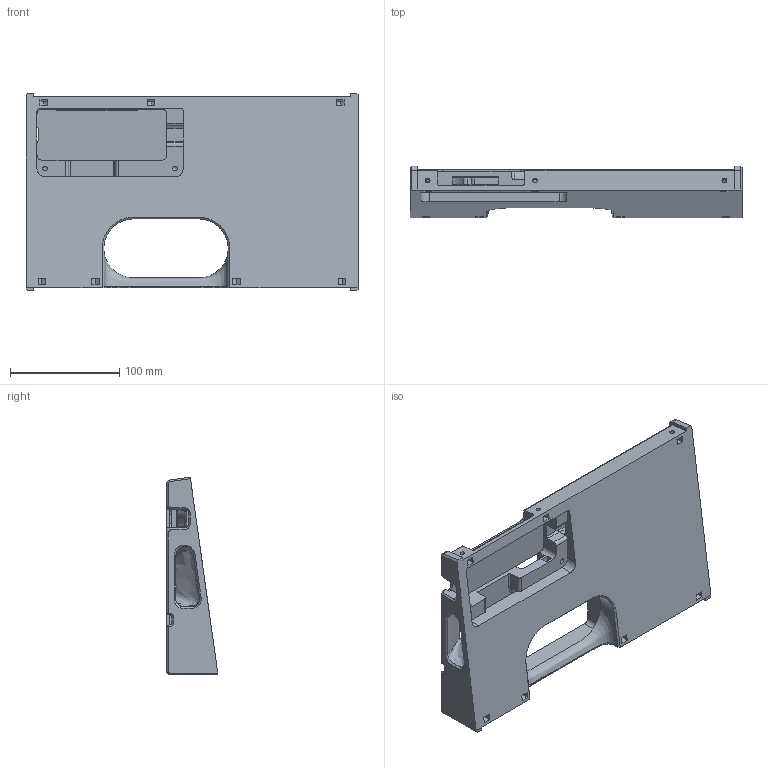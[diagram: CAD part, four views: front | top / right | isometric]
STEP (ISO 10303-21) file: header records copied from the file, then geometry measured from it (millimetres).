
FILE_DESCRIPTION(/* description */ ('STEP AP242','CAx-IF Rec.Pracs.---Representation and Presentation of Product Manufacturing Information (PMI)---4.0---2014-10-13','CAx-IF Rec.Pracs.---3D Tessellated Geometry---0.4---2014-09-14','2;1'),/* implementation_level */ '2;1');
FILE_NAME(/* name */ '687eb07e76b8774d2f2cf008',/* time_stamp */ '2025-07-21T21:26:23Z',/* author */ (''),/* organization */ (''),/* preprocessor_version */ 'ST-DEVELOPER v20',/* originating_system */ 'ONSHAPE BY PTC INC, 1.201',/* authorisation */ ' ');
FILE_SCHEMA (('AP242_MANAGED_MODEL_BASED_3D_ENGINEERING_MIM_LF { 1 0 10303 442 1 1 4 }'));
Length unit declared in the file: metre
Products named in the file (1): Part 7
Bounding box: 304.1 x 46.83 x 181.25 mm (x, y, z)
Volume: 1145602.2 mm3; surface area: 169316.8 mm2
Topology: 1 solids, 1 shells, 369 faces, 1030 edges, 644 vertices
Faces by surface type: plane 164, cylinder 103, bspline 45, torus 32, cone 25
Full cylindrical faces by diameter (mm): 3.9 x4, 4.4 x17
Entity records: 17066 total; most frequent: CARTESIAN_POINT 8041, ORIENTED_EDGE 1922, DIRECTION 1756, EDGE_CURVE 961, VERTEX_POINT 630, AXIS2_PLACEMENT_3D 604, LINE 548, VECTOR 548
